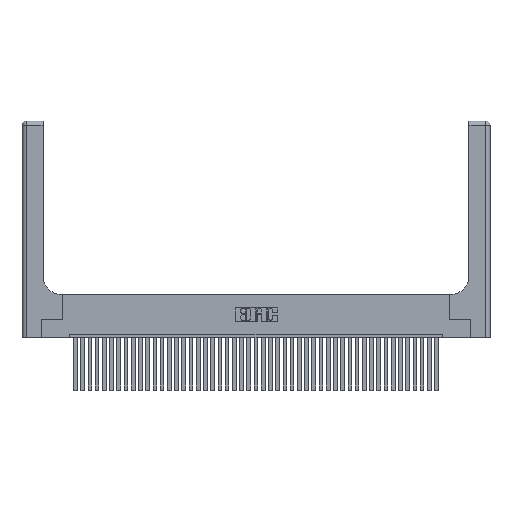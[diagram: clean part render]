
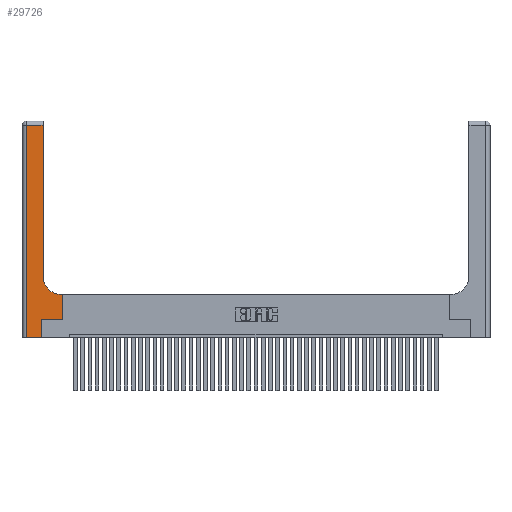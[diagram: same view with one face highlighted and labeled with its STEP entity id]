
A CAD part, top view. The second image highlights one B-rep face of the part: STEP entity #29726.
In plain terms, the highlighted planar face has unit normal (0, 0, 1).
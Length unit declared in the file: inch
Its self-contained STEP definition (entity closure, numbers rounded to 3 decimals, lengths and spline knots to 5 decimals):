
#3275 = ORIENTED_EDGE ( 'NONE', *, *, #20002, .T. ) ;
#4008 = VERTEX_POINT ( 'NONE', #14854 ) ;
#4862 = CARTESIAN_POINT ( 'NONE',  ( 0.2915, 3., 0.37 ) ) ;
#4936 = CARTESIAN_POINT ( 'NONE',  ( 0.06, 3., 0.37 ) ) ;
#5010 = DIRECTION ( 'NONE',  ( 0., 1., 0. ) ) ;
#6219 = EDGE_CURVE ( 'NONE', #27460, #14810, #29374, .T. ) ;
#6567 = VECTOR ( 'NONE', #15834, 39.37008 ) ;
#7215 = CARTESIAN_POINT ( 'NONE',  ( 0.269, 0., 0.37 ) ) ;
#7779 = EDGE_CURVE ( 'NONE', #33915, #14663, #20098, .T. ) ;
#7848 = VECTOR ( 'NONE', #18024, 39.37008 ) ;
#8074 = AXIS2_PLACEMENT_3D ( 'NONE', #30084, #40218, #10485 ) ;
#8198 = LINE ( 'NONE', #27913, #12243 ) ;
#8676 = CARTESIAN_POINT ( 'NONE',  ( 0.06, 0., 0.37 ) ) ;
#8908 = CARTESIAN_POINT ( 'NONE',  ( 0.269, 0.25, 0.37 ) ) ;
#9554 = LINE ( 'NONE', #24336, #30366 ) ;
#9714 = VERTEX_POINT ( 'NONE', #34790 ) ;
#10485 = DIRECTION ( 'NONE',  ( 1., 0., 0. ) ) ;
#11647 = ORIENTED_EDGE ( 'NONE', *, *, #20005, .T. ) ;
#12243 = VECTOR ( 'NONE', #22610, 39.37008 ) ;
#14204 = CARTESIAN_POINT ( 'NONE',  ( 0.2915, 0.85, 0.37 ) ) ;
#14663 = VERTEX_POINT ( 'NONE', #36339 ) ;
#14810 = VERTEX_POINT ( 'NONE', #24665 ) ;
#14847 = EDGE_CURVE ( 'NONE', #14810, #4008, #8198, .T. ) ;
#14854 = CARTESIAN_POINT ( 'NONE',  ( 0.5415, 0.6, 0.37 ) ) ;
#14863 = LINE ( 'NONE', #20284, #22465 ) ;
#14971 = PLANE ( 'NONE',  #23966 ) ;
#15834 = DIRECTION ( 'NONE',  ( 1., 0., 0. ) ) ;
#16742 = LINE ( 'NONE', #8908, #6567 ) ;
#16860 = DIRECTION ( 'NONE',  ( 1., 0., 0. ) ) ;
#16944 = LINE ( 'NONE', #4936, #7848 ) ;
#17418 = ORIENTED_EDGE ( 'NONE', *, *, #38404, .T. ) ;
#17489 = ORIENTED_EDGE ( 'NONE', *, *, #25983, .T. ) ;
#17888 = VERTEX_POINT ( 'NONE', #39580 ) ;
#18024 = DIRECTION ( 'NONE',  ( 0., -1., 0. ) ) ;
#19554 = ORIENTED_EDGE ( 'NONE', *, *, #6219, .T. ) ;
#20002 = EDGE_CURVE ( 'NONE', #17888, #9714, #35710, .T. ) ;
#20005 = EDGE_CURVE ( 'NONE', #30817, #17888, #14863, .T. ) ;
#20098 = LINE ( 'NONE', #4862, #40448 ) ;
#20284 = CARTESIAN_POINT ( 'NONE',  ( 0., 0., 0.37 ) ) ;
#21228 = DIRECTION ( 'NONE',  ( -1., 0., 0. ) ) ;
#21477 = VECTOR ( 'NONE', #39495, 39.37008 ) ;
#22465 = VECTOR ( 'NONE', #16860, 39.37008 ) ;
#22610 = DIRECTION ( 'NONE',  ( -1., 0., 0. ) ) ;
#23601 = EDGE_CURVE ( 'NONE', #14663, #32128, #9554, .T. ) ;
#23966 = AXIS2_PLACEMENT_3D ( 'NONE', #37754, #28299, #21228 ) ;
#24336 = CARTESIAN_POINT ( 'NONE',  ( 0., 2.94, 0.37 ) ) ;
#24476 = ORIENTED_EDGE ( 'NONE', *, *, #23601, .T. ) ;
#24665 = CARTESIAN_POINT ( 'NONE',  ( 0.5585, 0.6, 0.37 ) ) ;
#25256 = FACE_OUTER_BOUND ( 'NONE', #30212, .T. ) ;
#25874 = DIRECTION ( 'NONE',  ( 0., 1., 0. ) ) ;
#25983 = EDGE_CURVE ( 'NONE', #32128, #30817, #16944, .T. ) ;
#27460 = VERTEX_POINT ( 'NONE', #29499 ) ;
#27583 = DIRECTION ( 'NONE',  ( -1., 0., 0. ) ) ;
#27913 = CARTESIAN_POINT ( 'NONE',  ( 0.2915, 0.6, 0.37 ) ) ;
#28299 = DIRECTION ( 'NONE',  ( 0., 0., -1. ) ) ;
#29271 = CARTESIAN_POINT ( 'NONE',  ( 0.5585, 0.25, 0.37 ) ) ;
#29374 = LINE ( 'NONE', #29271, #38066 ) ;
#29499 = CARTESIAN_POINT ( 'NONE',  ( 0.5585, 0.25, 0.37 ) ) ;
#29726 = ADVANCED_FACE ( 'NONE', ( #25256 ), #14971, .F. ) ;
#30084 = CARTESIAN_POINT ( 'NONE',  ( 0.5415, 0.85, 0.37 ) ) ;
#30212 = EDGE_LOOP ( 'NONE', ( #38587, #24476, #17489, #11647, #3275, #30884, #19554, #35623, #17418 ) ) ;
#30366 = VECTOR ( 'NONE', #27583, 39.37008 ) ;
#30817 = VERTEX_POINT ( 'NONE', #8676 ) ;
#30873 = CARTESIAN_POINT ( 'NONE',  ( 0.06, 2.94, 0.37 ) ) ;
#30884 = ORIENTED_EDGE ( 'NONE', *, *, #40001, .T. ) ;
#32128 = VERTEX_POINT ( 'NONE', #30873 ) ;
#33915 = VERTEX_POINT ( 'NONE', #14204 ) ;
#34790 = CARTESIAN_POINT ( 'NONE',  ( 0.269, 0.25, 0.37 ) ) ;
#35623 = ORIENTED_EDGE ( 'NONE', *, *, #14847, .T. ) ;
#35710 = LINE ( 'NONE', #7215, #21477 ) ;
#36339 = CARTESIAN_POINT ( 'NONE',  ( 0.2915, 2.94, 0.37 ) ) ;
#37754 = CARTESIAN_POINT ( 'NONE',  ( 0., 3., 0.37 ) ) ;
#38066 = VECTOR ( 'NONE', #25874, 39.37008 ) ;
#38404 = EDGE_CURVE ( 'NONE', #4008, #33915, #41798, .T. ) ;
#38587 = ORIENTED_EDGE ( 'NONE', *, *, #7779, .T. ) ;
#39495 = DIRECTION ( 'NONE',  ( 0., 1., 0. ) ) ;
#39580 = CARTESIAN_POINT ( 'NONE',  ( 0.269, 0., 0.37 ) ) ;
#40001 = EDGE_CURVE ( 'NONE', #9714, #27460, #16742, .T. ) ;
#40218 = DIRECTION ( 'NONE',  ( 0., 0., -1. ) ) ;
#40448 = VECTOR ( 'NONE', #5010, 39.37008 ) ;
#41798 = CIRCLE ( 'NONE', #8074, 0.25 ) ;
